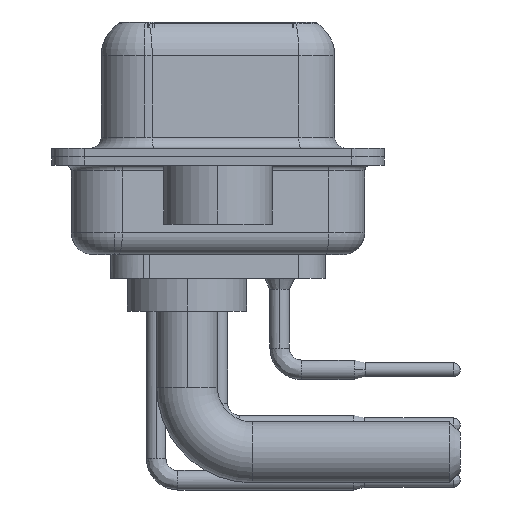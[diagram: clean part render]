
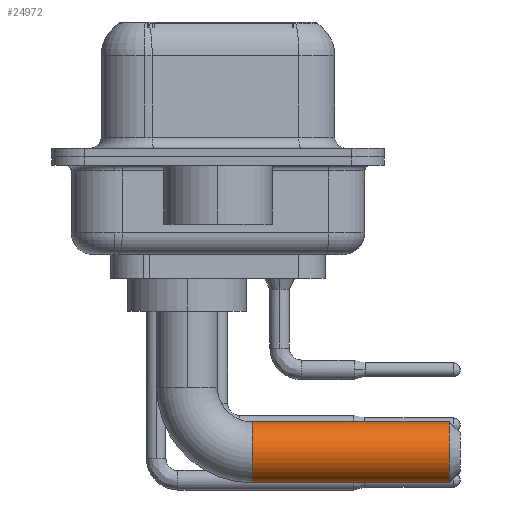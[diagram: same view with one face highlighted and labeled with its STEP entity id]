
A CAD part, left-side view. The second image highlights one B-rep face of the part: STEP entity #24972.
In plain terms, the highlighted cylindrical face has radius 1.4 mm (diameter 2.8 mm), a partial arc.
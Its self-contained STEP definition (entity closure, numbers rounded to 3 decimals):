
#1285 = CARTESIAN_POINT ( 'NONE',  ( 0., -3., -7.9 ) ) ;
#1442 = EDGE_CURVE ( 'NONE', #20830, #15293, #22284, .T. ) ;
#1761 = EDGE_CURVE ( 'NONE', #24876, #14268, #4904, .T. ) ;
#2332 = DIRECTION ( 'NONE',  ( 0., -1., 0. ) ) ;
#2535 = AXIS2_PLACEMENT_3D ( 'NONE', #15051, #24690, #3890 ) ;
#3148 = DIRECTION ( 'NONE',  ( 0., 0., -1. ) ) ;
#3890 = DIRECTION ( 'NONE',  ( 0., 0., -1. ) ) ;
#4904 = CIRCLE ( 'NONE', #2535, 1.4 ) ;
#7903 = FACE_OUTER_BOUND ( 'NONE', #8937, .T. ) ;
#8579 = ORIENTED_EDGE ( 'NONE', *, *, #15199, .F. ) ;
#8937 = EDGE_LOOP ( 'NONE', ( #8579, #9657, #19372, #27494 ) ) ;
#9198 = LINE ( 'NONE', #10996, #21690 ) ;
#9277 = CARTESIAN_POINT ( 'NONE',  ( 0., -12.07, -5.1 ) ) ;
#9657 = ORIENTED_EDGE ( 'NONE', *, *, #1442, .T. ) ;
#10276 = CYLINDRICAL_SURFACE ( 'NONE', #21805, 1.4 ) ;
#10996 = CARTESIAN_POINT ( 'NONE',  ( 0., -3., -5.1 ) ) ;
#12585 = LINE ( 'NONE', #1285, #19195 ) ;
#14268 = VERTEX_POINT ( 'NONE', #9277 ) ;
#15051 = CARTESIAN_POINT ( 'NONE',  ( 0., -12.07, -6.5 ) ) ;
#15199 = EDGE_CURVE ( 'NONE', #20830, #14268, #9198, .T. ) ;
#15293 = VERTEX_POINT ( 'NONE', #25547 ) ;
#18770 = CARTESIAN_POINT ( 'NONE',  ( 0., -3., -6.5 ) ) ;
#18960 = EDGE_CURVE ( 'NONE', #15293, #24876, #12585, .T. ) ;
#19195 = VECTOR ( 'NONE', #21797, 1000. ) ;
#19372 = ORIENTED_EDGE ( 'NONE', *, *, #18960, .T. ) ;
#19448 = AXIS2_PLACEMENT_3D ( 'NONE', #22553, #2332, #25072 ) ;
#20830 = VERTEX_POINT ( 'NONE', #21573 ) ;
#21573 = CARTESIAN_POINT ( 'NONE',  ( 0., -3., -5.1 ) ) ;
#21690 = VECTOR ( 'NONE', #29118, 1000. ) ;
#21797 = DIRECTION ( 'NONE',  ( 0., -1., 0. ) ) ;
#21805 = AXIS2_PLACEMENT_3D ( 'NONE', #18770, #23521, #3148 ) ;
#22284 = CIRCLE ( 'NONE', #19448, 1.4 ) ;
#22486 = CARTESIAN_POINT ( 'NONE',  ( 0., -12.07, -7.9 ) ) ;
#22553 = CARTESIAN_POINT ( 'NONE',  ( 0., -3., -6.5 ) ) ;
#23521 = DIRECTION ( 'NONE',  ( 0., -1., 0. ) ) ;
#24690 = DIRECTION ( 'NONE',  ( 0., 1., 0. ) ) ;
#24876 = VERTEX_POINT ( 'NONE', #22486 ) ;
#24972 = ADVANCED_FACE ( 'NONE', ( #7903 ), #10276, .T. ) ;
#25072 = DIRECTION ( 'NONE',  ( -1., 0., 0. ) ) ;
#25547 = CARTESIAN_POINT ( 'NONE',  ( 0., -3., -7.9 ) ) ;
#27494 = ORIENTED_EDGE ( 'NONE', *, *, #1761, .T. ) ;
#29118 = DIRECTION ( 'NONE',  ( 0., -1., 0. ) ) ;
